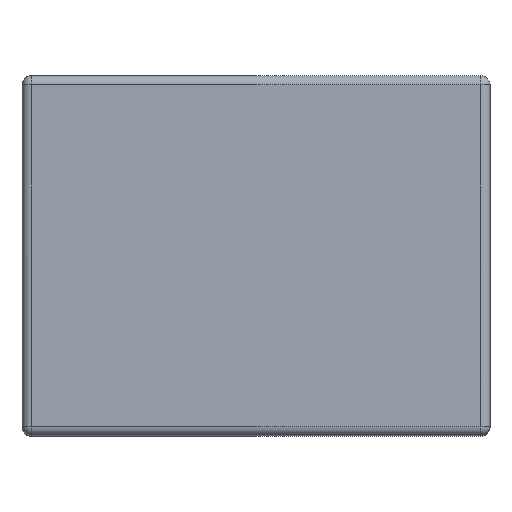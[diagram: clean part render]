
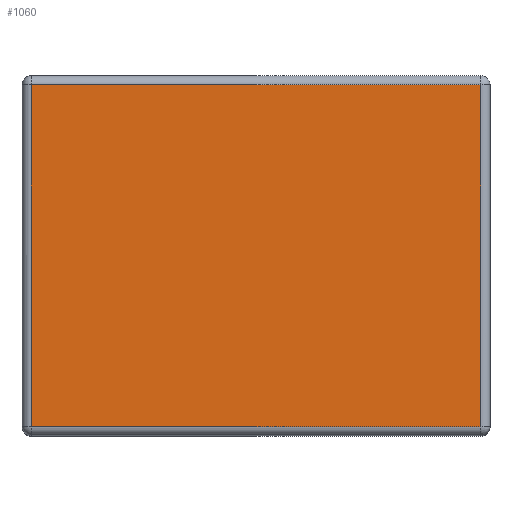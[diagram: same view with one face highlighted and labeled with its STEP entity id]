
A CAD part, top view. The second image highlights one B-rep face of the part: STEP entity #1060.
In plain terms, the highlighted planar face has unit normal (0, 0, 1).
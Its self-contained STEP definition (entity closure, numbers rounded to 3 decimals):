
#26=PLANE('',#1184);
#68=LINE('',#1672,#152);
#94=LINE('',#1771,#178);
#96=LINE('',#1774,#180);
#100=LINE('',#1780,#184);
#152=VECTOR('',#1313,10.);
#178=VECTOR('',#1425,7.6);
#180=VECTOR('',#1429,10.);
#184=VECTOR('',#1437,7.6);
#308=FACE_OUTER_BOUND('',#384,.T.);
#384=EDGE_LOOP('',(#849,#850,#851,#852));
#485=VERTEX_POINT('',#1646);
#491=VERTEX_POINT('',#1663);
#501=VERTEX_POINT('',#1695);
#506=VERTEX_POINT('',#1708);
#582=EDGE_CURVE('',#485,#491,#68,.T.);
#632=EDGE_CURVE('',#491,#506,#94,.T.);
#634=EDGE_CURVE('',#506,#501,#96,.T.);
#638=EDGE_CURVE('',#501,#485,#100,.T.);
#849=ORIENTED_EDGE('',*,*,#582,.F.);
#850=ORIENTED_EDGE('',*,*,#638,.F.);
#851=ORIENTED_EDGE('',*,*,#634,.F.);
#852=ORIENTED_EDGE('',*,*,#632,.F.);
#1060=ADVANCED_FACE('',(#308),#26,.T.);
#1184=AXIS2_PLACEMENT_3D('',#1801,#1463,#1464);
#1313=DIRECTION('',(1.,0.,0.));
#1425=DIRECTION('',(0.,-1.,0.));
#1429=DIRECTION('',(-1.,0.,0.));
#1437=DIRECTION('',(0.,1.,0.));
#1463=DIRECTION('center_axis',(0.,0.,1.));
#1464=DIRECTION('ref_axis',(1.,0.,0.));
#1646=CARTESIAN_POINT('',(-5.,3.8,7.5));
#1663=CARTESIAN_POINT('',(5.,3.8,7.5));
#1672=CARTESIAN_POINT('',(2.6,3.8,7.5));
#1695=CARTESIAN_POINT('',(-5.,-3.8,7.5));
#1708=CARTESIAN_POINT('',(5.,-3.8,7.5));
#1771=CARTESIAN_POINT('',(5.,-2.,7.5));
#1774=CARTESIAN_POINT('',(-2.6,-3.8,7.5));
#1780=CARTESIAN_POINT('',(-5.,2.,7.5));
#1801=CARTESIAN_POINT('Origin',(0.,0.,7.5));
